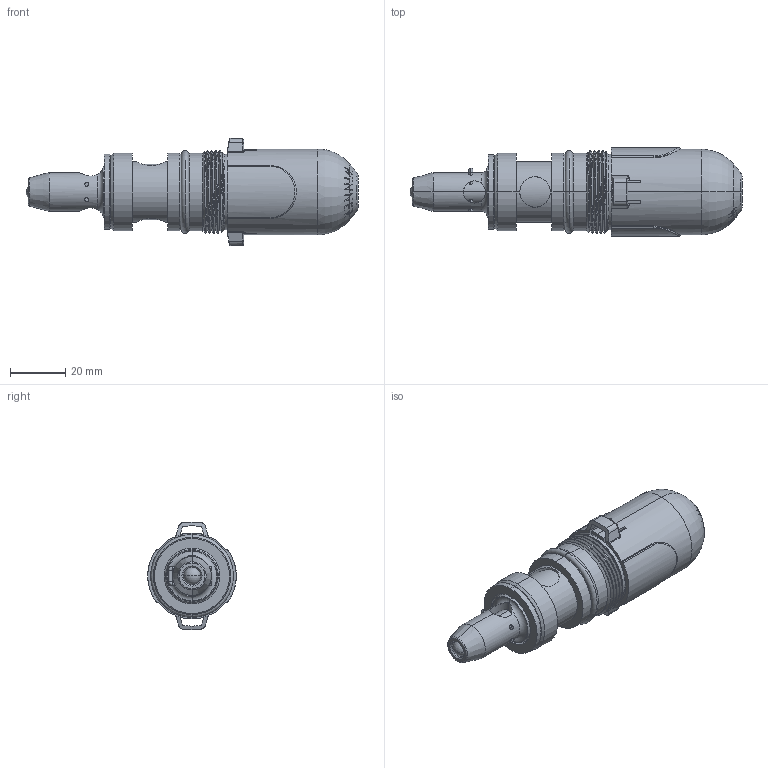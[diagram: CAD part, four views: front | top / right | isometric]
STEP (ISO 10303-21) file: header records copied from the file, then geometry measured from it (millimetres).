
FILE_DESCRIPTION (( 'STEP AP203' ), '1' );
FILE_NAME ('RD30R20-D.STEP', '2016-08-01T05:16:27', ( '' ), ( '' ), 'SwSTEP 2.0', 'SolidWorks 2012', '' );
FILE_SCHEMA (( 'CONFIG_CONTROL_DESIGN' ));
Length unit declared in the file: millimetre
Products named in the file (1): RD30R20-D
Bounding box: 119.89 x 32 x 38.97 mm (x, y, z)
Volume: 52357.4 mm3; surface area: 16897.8 mm2
Topology: 3 solids, 4 shells, 327 faces, 857 edges, 538 vertices
Faces by surface type: plane 107, cylinder 103, cone 52, torus 49, bspline 14, sphere 2
Entity records: 13572 total; most frequent: CARTESIAN_POINT 5939, ORIENTED_EDGE 1714, DIRECTION 1423, EDGE_CURVE 857, AXIS2_PLACEMENT_3D 578, VERTEX_POINT 538, EDGE_LOOP 343, FACE_OUTER_BOUND 327
